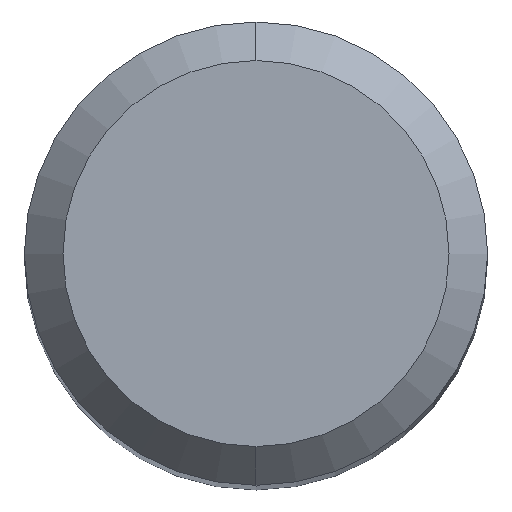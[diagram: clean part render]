
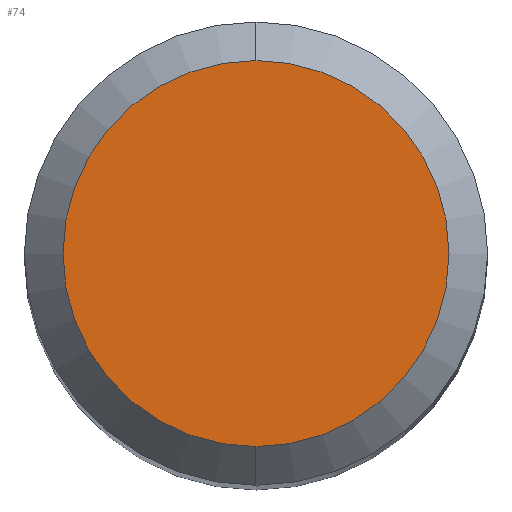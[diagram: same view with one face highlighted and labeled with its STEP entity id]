
A CAD part, top view. The second image highlights one B-rep face of the part: STEP entity #74.
In plain terms, the highlighted planar face has unit normal (0, 0, 1).
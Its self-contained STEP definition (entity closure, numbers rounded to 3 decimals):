
#74=ADVANCED_FACE('',(#146),#147,.T.);
#146=FACE_OUTER_BOUND('',#220,.T.);
#147=PLANE('',#221);
#220=EDGE_LOOP('',(#338,#339));
#221=AXIS2_PLACEMENT_3D('',#340,#341,#342);
#338=ORIENTED_EDGE('',*,*,#439,.F.);
#339=ORIENTED_EDGE('',*,*,#442,.F.);
#340=CARTESIAN_POINT('',(0.,1.25,35.45));
#341=DIRECTION('',(0.,0.0,1.0));
#342=DIRECTION('',(0.0,-1.0,0.0));
#439=EDGE_CURVE('',#520,#522,#523,.T.);
#442=EDGE_CURVE('',#522,#520,#526,.T.);
#520=VERTEX_POINT('',#610);
#522=VERTEX_POINT('',#613);
#523=CIRCLE('',#614,2.5);
#526=CIRCLE('',#618,2.5);
#610=CARTESIAN_POINT('',(0.,2.5,35.45));
#613=CARTESIAN_POINT('',(0.,-2.5,35.45));
#614=AXIS2_PLACEMENT_3D('',#705,#706,#707);
#618=AXIS2_PLACEMENT_3D('',#709,#710,#711);
#705=CARTESIAN_POINT('',(0.,0.0,35.45));
#706=DIRECTION('',(0.,0.0,-1.0));
#707=DIRECTION('',(0.0,1.0,0.0));
#709=CARTESIAN_POINT('',(0.,0.0,35.45));
#710=DIRECTION('',(0.,0.0,-1.0));
#711=DIRECTION('',(0.0,1.0,0.0));
